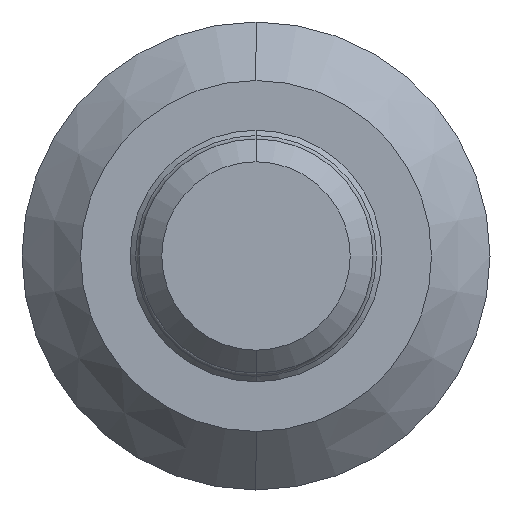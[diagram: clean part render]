
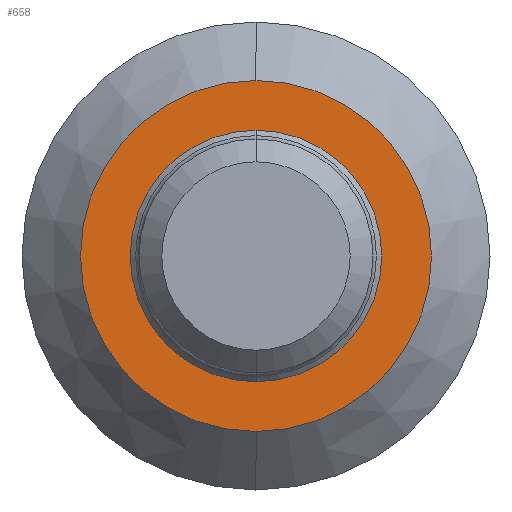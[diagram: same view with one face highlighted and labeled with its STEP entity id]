
A CAD part, front view. The second image highlights one B-rep face of the part: STEP entity #658.
In plain terms, the highlighted face is planar.
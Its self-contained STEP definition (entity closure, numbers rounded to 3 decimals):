
#5 = CIRCLE ( 'NONE', #530, 2.15 ) ;
#6 = DIRECTION ( 'NONE',  ( 0., 0., 1. ) ) ;
#63 = EDGE_CURVE ( 'NONE', #946, #149, #652, .T. ) ;
#84 = DIRECTION ( 'NONE',  ( 0., 1., 0. ) ) ;
#149 = VERTEX_POINT ( 'NONE', #585 ) ;
#171 = CARTESIAN_POINT ( 'NONE',  ( 0., 14.5, -2.15 ) ) ;
#174 = FACE_BOUND ( 'NONE', #734, .T. ) ;
#270 = EDGE_CURVE ( 'NONE', #670, #771, #914, .T. ) ;
#273 = CARTESIAN_POINT ( 'NONE',  ( 0., 14.5, 0. ) ) ;
#309 = EDGE_CURVE ( 'NONE', #149, #946, #565, .T. ) ;
#352 = ORIENTED_EDGE ( 'NONE', *, *, #309, .T. ) ;
#364 = ORIENTED_EDGE ( 'NONE', *, *, #270, .F. ) ;
#383 = AXIS2_PLACEMENT_3D ( 'NONE', #1014, #491, #928 ) ;
#390 = DIRECTION ( 'NONE',  ( 0., 0., 1. ) ) ;
#491 = DIRECTION ( 'NONE',  ( 0., -1., 0. ) ) ;
#504 = CARTESIAN_POINT ( 'NONE',  ( 0., 14.5, 0. ) ) ;
#518 = DIRECTION ( 'NONE',  ( 0., 0., -1. ) ) ;
#520 = FACE_OUTER_BOUND ( 'NONE', #803, .T. ) ;
#530 = AXIS2_PLACEMENT_3D ( 'NONE', #993, #920, #390 ) ;
#537 = CARTESIAN_POINT ( 'NONE',  ( 0., 14.5, 0. ) ) ;
#540 = DIRECTION ( 'NONE',  ( 0., 0., -1. ) ) ;
#565 = CIRCLE ( 'NONE', #1027, 3. ) ;
#585 = CARTESIAN_POINT ( 'NONE',  ( 0., 14.5, 3. ) ) ;
#604 = ORIENTED_EDGE ( 'NONE', *, *, #63, .T. ) ;
#640 = ORIENTED_EDGE ( 'NONE', *, *, #784, .F. ) ;
#643 = CARTESIAN_POINT ( 'NONE',  ( 0., 14.5, -3. ) ) ;
#652 = CIRCLE ( 'NONE', #718, 3. ) ;
#658 = ADVANCED_FACE ( 'NONE', ( #520, #174 ), #924, .F. ) ;
#670 = VERTEX_POINT ( 'NONE', #171 ) ;
#718 = AXIS2_PLACEMENT_3D ( 'NONE', #504, #84, #518 ) ;
#734 = EDGE_LOOP ( 'NONE', ( #640, #364 ) ) ;
#771 = VERTEX_POINT ( 'NONE', #1025 ) ;
#784 = EDGE_CURVE ( 'NONE', #771, #670, #5, .T. ) ;
#794 = AXIS2_PLACEMENT_3D ( 'NONE', #273, #1030, #6 ) ;
#803 = EDGE_LOOP ( 'NONE', ( #604, #352 ) ) ;
#914 = CIRCLE ( 'NONE', #794, 2.15 ) ;
#920 = DIRECTION ( 'NONE',  ( 0., 1., 0. ) ) ;
#924 = PLANE ( 'NONE',  #383 ) ;
#928 = DIRECTION ( 'NONE',  ( 0., 0., -1. ) ) ;
#946 = VERTEX_POINT ( 'NONE', #643 ) ;
#993 = CARTESIAN_POINT ( 'NONE',  ( 0., 14.5, 0. ) ) ;
#1014 = CARTESIAN_POINT ( 'NONE',  ( 4., 14.5, 0. ) ) ;
#1025 = CARTESIAN_POINT ( 'NONE',  ( 0., 14.5, 2.15 ) ) ;
#1027 = AXIS2_PLACEMENT_3D ( 'NONE', #537, #1053, #540 ) ;
#1030 = DIRECTION ( 'NONE',  ( 0., 1., 0. ) ) ;
#1053 = DIRECTION ( 'NONE',  ( 0., 1., 0. ) ) ;
